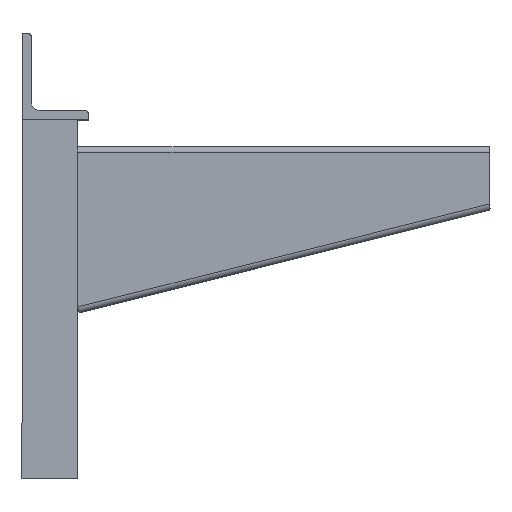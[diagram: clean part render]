
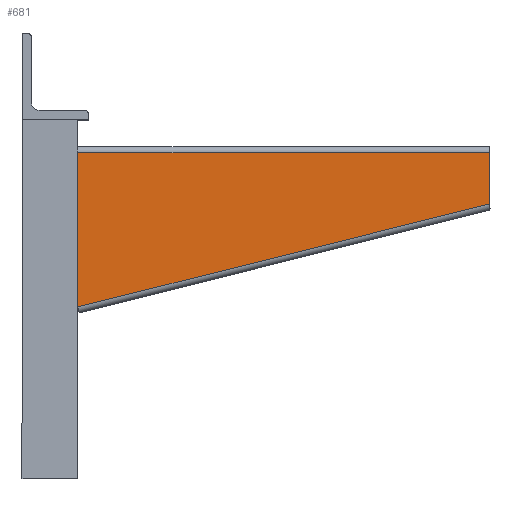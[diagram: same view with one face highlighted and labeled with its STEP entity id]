
A CAD part, top view. The second image highlights one B-rep face of the part: STEP entity #681.
In plain terms, the highlighted face is planar.
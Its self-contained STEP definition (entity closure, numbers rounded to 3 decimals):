
#106 = ORIENTED_EDGE ( 'NONE', *, *, #617, .F. ) ;
#123 = AXIS2_PLACEMENT_3D ( 'NONE', #645, #1515, #241 ) ;
#201 = CARTESIAN_POINT ( 'NONE',  ( 0., 120.707, 0. ) ) ;
#218 = DIRECTION ( 'NONE',  ( 0., 1., 0. ) ) ;
#241 = DIRECTION ( 'NONE',  ( 1., 0., 0. ) ) ;
#256 = CARTESIAN_POINT ( 'NONE',  ( 310., 43.203, 0. ) ) ;
#263 = VERTEX_POINT ( 'NONE', #256 ) ;
#275 = VERTEX_POINT ( 'NONE', #312 ) ;
#312 = CARTESIAN_POINT ( 'NONE',  ( 0., 4.5, 0. ) ) ;
#324 = VECTOR ( 'NONE', #944, 1000. ) ;
#408 = LINE ( 'NONE', #1081, #324 ) ;
#418 = EDGE_LOOP ( 'NONE', ( #1444, #106, #623, #536 ) ) ;
#532 = EDGE_CURVE ( 'NONE', #263, #829, #895, .T. ) ;
#536 = ORIENTED_EDGE ( 'NONE', *, *, #1202, .F. ) ;
#559 = LINE ( 'NONE', #673, #1341 ) ;
#617 = EDGE_CURVE ( 'NONE', #694, #263, #559, .T. ) ;
#623 = ORIENTED_EDGE ( 'NONE', *, *, #874, .T. ) ;
#645 = CARTESIAN_POINT ( 'NONE',  ( 0., 0., 0. ) ) ;
#662 = VECTOR ( 'NONE', #1431, 1000. ) ;
#673 = CARTESIAN_POINT ( 'NONE',  ( 310., 0., 0. ) ) ;
#681 = ADVANCED_FACE ( 'NONE', ( #1175 ), #1346, .F. ) ;
#694 = VERTEX_POINT ( 'NONE', #756 ) ;
#756 = CARTESIAN_POINT ( 'NONE',  ( 310., 4.5, 0. ) ) ;
#829 = VERTEX_POINT ( 'NONE', #201 ) ;
#834 = LINE ( 'NONE', #1269, #662 ) ;
#847 = DIRECTION ( 'NONE',  ( -0.97, 0.243, 0. ) ) ;
#874 = EDGE_CURVE ( 'NONE', #694, #275, #834, .T. ) ;
#895 = LINE ( 'NONE', #1159, #903 ) ;
#903 = VECTOR ( 'NONE', #847, 1000. ) ;
#944 = DIRECTION ( 'NONE',  ( 0., -1., 0. ) ) ;
#1081 = CARTESIAN_POINT ( 'NONE',  ( 0., 125.2, 0. ) ) ;
#1159 = CARTESIAN_POINT ( 'NONE',  ( 28.403, 113.606, 0. ) ) ;
#1175 = FACE_OUTER_BOUND ( 'NONE', #418, .T. ) ;
#1202 = EDGE_CURVE ( 'NONE', #829, #275, #408, .T. ) ;
#1269 = CARTESIAN_POINT ( 'NONE',  ( 0., 4.5, 0. ) ) ;
#1341 = VECTOR ( 'NONE', #218, 1000. ) ;
#1346 = PLANE ( 'NONE',  #123 ) ;
#1431 = DIRECTION ( 'NONE',  ( -1., 0., 0. ) ) ;
#1444 = ORIENTED_EDGE ( 'NONE', *, *, #532, .F. ) ;
#1515 = DIRECTION ( 'NONE',  ( 0., 0., 1. ) ) ;
